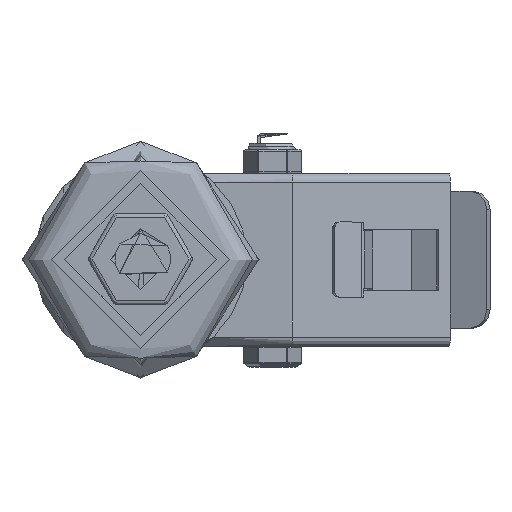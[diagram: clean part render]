
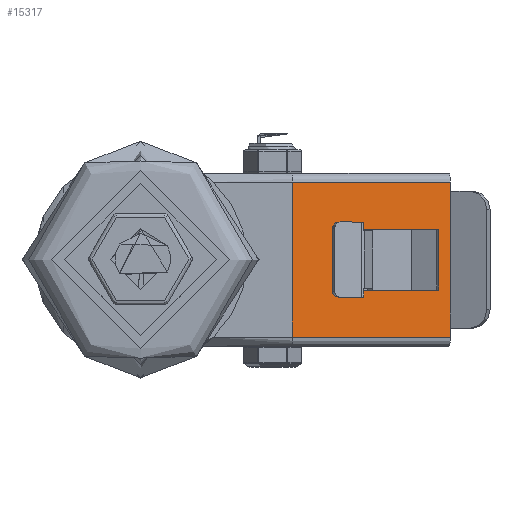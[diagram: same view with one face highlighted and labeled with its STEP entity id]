
A CAD part, top view. The second image highlights one B-rep face of the part: STEP entity #15317.
In plain terms, the highlighted planar face has unit normal (0.171, 0, 0.985).
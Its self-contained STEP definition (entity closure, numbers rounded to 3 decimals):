
#452=FACE_BOUND('',#5186,.T.);
#598=PLANE('',#16620);
#1053=LINE('',#23021,#2183);
#1059=LINE('',#23036,#2189);
#1072=LINE('',#23138,#2202);
#1074=LINE('',#23141,#2204);
#1075=LINE('',#23142,#2205);
#1076=LINE('',#23144,#2206);
#1077=LINE('',#23146,#2207);
#1078=LINE('',#23147,#2208);
#2183=VECTOR('',#18507,1000.);
#2189=VECTOR('',#18523,1000.);
#2202=VECTOR('',#18574,1000.);
#2204=VECTOR('',#18578,1000.);
#2205=VECTOR('',#18579,1000.);
#2206=VECTOR('',#18580,1000.);
#2207=VECTOR('',#18581,1000.);
#2208=VECTOR('',#18582,1000.);
#4264=FACE_OUTER_BOUND('',#5185,.T.);
#5185=EDGE_LOOP('',(#11133,#11134,#11135,#11136));
#5186=EDGE_LOOP('',(#11137,#11138,#11139,#11140));
#6832=VERTEX_POINT('',#23015);
#6834=VERTEX_POINT('',#23019);
#6835=VERTEX_POINT('',#23026);
#6837=VERTEX_POINT('',#23032);
#6857=VERTEX_POINT('',#23135);
#6858=VERTEX_POINT('',#23137);
#6859=VERTEX_POINT('',#23143);
#6860=VERTEX_POINT('',#23145);
#8443=EDGE_CURVE('',#6834,#6832,#1053,.T.);
#8451=EDGE_CURVE('',#6835,#6837,#1059,.T.);
#8479=EDGE_CURVE('',#6858,#6857,#1072,.T.);
#8481=EDGE_CURVE('',#6832,#6835,#1074,.T.);
#8482=EDGE_CURVE('',#6834,#6837,#1075,.T.);
#8483=EDGE_CURVE('',#6857,#6859,#1076,.T.);
#8484=EDGE_CURVE('',#6859,#6860,#1077,.T.);
#8485=EDGE_CURVE('',#6860,#6858,#1078,.T.);
#11133=ORIENTED_EDGE('',*,*,#8451,.F.);
#11134=ORIENTED_EDGE('',*,*,#8481,.F.);
#11135=ORIENTED_EDGE('',*,*,#8443,.F.);
#11136=ORIENTED_EDGE('',*,*,#8482,.T.);
#11137=ORIENTED_EDGE('',*,*,#8483,.T.);
#11138=ORIENTED_EDGE('',*,*,#8484,.T.);
#11139=ORIENTED_EDGE('',*,*,#8485,.T.);
#11140=ORIENTED_EDGE('',*,*,#8479,.T.);
#15317=ADVANCED_FACE('',(#4264,#452),#598,.T.);
#16620=AXIS2_PLACEMENT_3D('',#23140,#18576,#18577);
#18507=DIRECTION('',(-0.985,0.,0.171));
#18523=DIRECTION('',(0.985,0.,-0.171));
#18574=DIRECTION('',(-0.985,0.,0.171));
#18576=DIRECTION('center_axis',(0.171,0.,0.985));
#18577=DIRECTION('ref_axis',(-0.985,0.,0.171));
#18578=DIRECTION('',(0.,1.,0.));
#18579=DIRECTION('',(0.,1.,0.));
#18580=DIRECTION('',(0.,1.,0.));
#18581=DIRECTION('',(0.985,0.,-0.171));
#18582=DIRECTION('',(0.,-1.,0.));
#23015=CARTESIAN_POINT('',(50.,-25.5,-14.));
#23019=CARTESIAN_POINT('',(102.,-25.5,-23.));
#23021=CARTESIAN_POINT('',(37.551,-25.5,-11.845));
#23026=CARTESIAN_POINT('',(50.,25.5,-14.));
#23032=CARTESIAN_POINT('',(102.,25.5,-23.));
#23036=CARTESIAN_POINT('',(37.551,25.5,-11.845));
#23135=CARTESIAN_POINT('',(71.7,-10.,-17.756));
#23137=CARTESIAN_POINT('',(98.059,-10.,-22.318));
#23138=CARTESIAN_POINT('',(80.625,-10.,-19.3));
#23140=CARTESIAN_POINT('Origin',(76.,0.,-18.5));
#23141=CARTESIAN_POINT('',(50.,0.,-14.));
#23142=CARTESIAN_POINT('',(102.,0.,-23.));
#23143=CARTESIAN_POINT('',(71.7,10.,-17.756));
#23144=CARTESIAN_POINT('',(71.7,0.,-17.756));
#23145=CARTESIAN_POINT('',(98.059,10.,-22.318));
#23146=CARTESIAN_POINT('',(80.625,10.,-19.3));
#23147=CARTESIAN_POINT('',(98.059,0.,-22.318));
